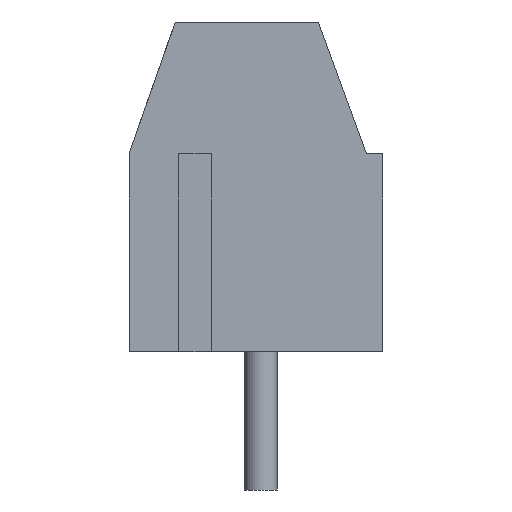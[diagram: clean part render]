
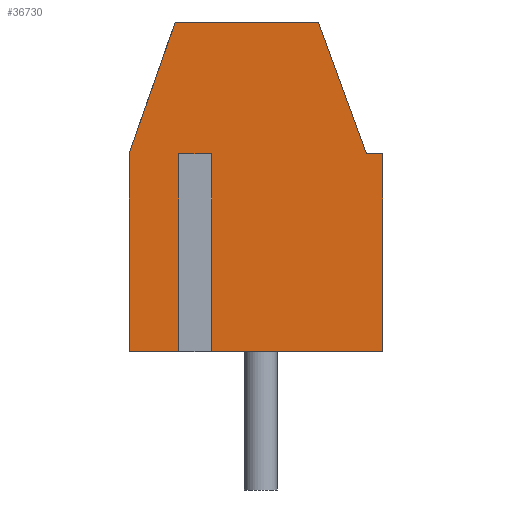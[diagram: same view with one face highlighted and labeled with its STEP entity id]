
A CAD part, left-side view. The second image highlights one B-rep face of the part: STEP entity #36730.
In plain terms, the highlighted planar face has unit normal (-1, 0, 0).
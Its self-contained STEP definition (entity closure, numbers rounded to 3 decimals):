
#90 = VERTEX_POINT ( 'NONE', #37273 ) ;
#178 = CARTESIAN_POINT ( 'NONE',  ( -7.5, -3.85, 0. ) ) ;
#792 = VERTEX_POINT ( 'NONE', #35208 ) ;
#1309 = VERTEX_POINT ( 'NONE', #19255 ) ;
#1311 = EDGE_CURVE ( 'NONE', #27739, #90, #43128, .T. ) ;
#1496 = EDGE_CURVE ( 'NONE', #41529, #10243, #22658, .T. ) ;
#1570 = ORIENTED_EDGE ( 'NONE', *, *, #15190, .F. ) ;
#1673 = DIRECTION ( 'NONE',  ( 0., -0.33, 0.944 ) ) ;
#3228 = ORIENTED_EDGE ( 'NONE', *, *, #20180, .F. ) ;
#3385 = ORIENTED_EDGE ( 'NONE', *, *, #1496, .F. ) ;
#3490 = ORIENTED_EDGE ( 'NONE', *, *, #35165, .F. ) ;
#3876 = DIRECTION ( 'NONE',  ( 0., -1., 0. ) ) ;
#4030 = FACE_OUTER_BOUND ( 'NONE', #25470, .T. ) ;
#4537 = VECTOR ( 'NONE', #20689, 1000. ) ;
#6183 = CARTESIAN_POINT ( 'NONE',  ( -7.5, 1.35, 6. ) ) ;
#6362 = CARTESIAN_POINT ( 'NONE',  ( -7.5, -3.85, 0. ) ) ;
#8695 = DIRECTION ( 'NONE',  ( 0., 0., -1. ) ) ;
#9257 = DIRECTION ( 'NONE',  ( 0., 0., 1. ) ) ;
#9431 = LINE ( 'NONE', #6362, #37619 ) ;
#9457 = VECTOR ( 'NONE', #1673, 1000. ) ;
#9886 = DIRECTION ( 'NONE',  ( 0., -1., 0. ) ) ;
#10054 = VECTOR ( 'NONE', #9257, 1000. ) ;
#10243 = VERTEX_POINT ( 'NONE', #178 ) ;
#11771 = CARTESIAN_POINT ( 'NONE',  ( -7.5, 3.85, 6. ) ) ;
#15190 = EDGE_CURVE ( 'NONE', #1309, #18747, #19208, .T. ) ;
#15210 = DIRECTION ( 'NONE',  ( 1., 0., 0. ) ) ;
#16107 = VECTOR ( 'NONE', #9886, 1000. ) ;
#16437 = VECTOR ( 'NONE', #32757, 1000. ) ;
#17277 = CARTESIAN_POINT ( 'NONE',  ( -7.5, -3.85, 6. ) ) ;
#17431 = PLANE ( 'NONE',  #29441 ) ;
#17559 = VERTEX_POINT ( 'NONE', #30308 ) ;
#17622 = VERTEX_POINT ( 'NONE', #29393 ) ;
#17809 = CARTESIAN_POINT ( 'NONE',  ( -7.5, -1.894, 10. ) ) ;
#17915 = LINE ( 'NONE', #31300, #21475 ) ;
#18525 = DIRECTION ( 'NONE',  ( 0., 0., -1. ) ) ;
#18747 = VERTEX_POINT ( 'NONE', #11771 ) ;
#19208 = LINE ( 'NONE', #36286, #10054 ) ;
#19253 = EDGE_CURVE ( 'NONE', #17559, #1309, #40684, .T. ) ;
#19255 = CARTESIAN_POINT ( 'NONE',  ( -7.5, 3.85, 0. ) ) ;
#20019 = ORIENTED_EDGE ( 'NONE', *, *, #31847, .F. ) ;
#20180 = EDGE_CURVE ( 'NONE', #90, #17559, #40249, .T. ) ;
#20680 = DIRECTION ( 'NONE',  ( 0., 0., 1. ) ) ;
#20689 = DIRECTION ( 'NONE',  ( 0., -0.342, -0.94 ) ) ;
#21475 = VECTOR ( 'NONE', #3876, 1000. ) ;
#22658 = LINE ( 'NONE', #42821, #16437 ) ;
#22837 = CARTESIAN_POINT ( 'NONE',  ( -7.5, 2.45, 10. ) ) ;
#23542 = EDGE_CURVE ( 'NONE', #27062, #792, #37345, .T. ) ;
#23772 = LINE ( 'NONE', #27024, #38554 ) ;
#24833 = ORIENTED_EDGE ( 'NONE', *, *, #24905, .F. ) ;
#24905 = EDGE_CURVE ( 'NONE', #18747, #39494, #37886, .T. ) ;
#25410 = ORIENTED_EDGE ( 'NONE', *, *, #36932, .F. ) ;
#25470 = EDGE_LOOP ( 'NONE', ( #35656, #3228, #34520, #25410, #20019, #3385, #3490, #30884, #30782, #24833, #1570 ) ) ;
#26429 = CARTESIAN_POINT ( 'NONE',  ( -7.5, 2.35, 0. ) ) ;
#27024 = CARTESIAN_POINT ( 'NONE',  ( -7.5, 1.35, 0. ) ) ;
#27062 = VERTEX_POINT ( 'NONE', #38229 ) ;
#27739 = VERTEX_POINT ( 'NONE', #6183 ) ;
#29393 = CARTESIAN_POINT ( 'NONE',  ( -7.5, 1.35, 0. ) ) ;
#29441 = AXIS2_PLACEMENT_3D ( 'NONE', #41985, #15210, #18525 ) ;
#30308 = CARTESIAN_POINT ( 'NONE',  ( -7.5, 2.35, 0. ) ) ;
#30782 = ORIENTED_EDGE ( 'NONE', *, *, #42142, .F. ) ;
#30884 = ORIENTED_EDGE ( 'NONE', *, *, #23542, .F. ) ;
#31300 = CARTESIAN_POINT ( 'NONE',  ( -7.5, 3.85, 10. ) ) ;
#31524 = VECTOR ( 'NONE', #34748, 1000. ) ;
#31732 = CARTESIAN_POINT ( 'NONE',  ( -7.5, 2.45, 10. ) ) ;
#31847 = EDGE_CURVE ( 'NONE', #10243, #17622, #9431, .T. ) ;
#32603 = CARTESIAN_POINT ( 'NONE',  ( -7.5, 2.35, 6. ) ) ;
#32757 = DIRECTION ( 'NONE',  ( 0., 0., -1. ) ) ;
#32943 = DIRECTION ( 'NONE',  ( 0., 1., 0. ) ) ;
#34520 = ORIENTED_EDGE ( 'NONE', *, *, #1311, .F. ) ;
#34748 = DIRECTION ( 'NONE',  ( 0., 1., 0. ) ) ;
#35165 = EDGE_CURVE ( 'NONE', #792, #41529, #39974, .T. ) ;
#35208 = CARTESIAN_POINT ( 'NONE',  ( -7.5, -3.35, 6. ) ) ;
#35656 = ORIENTED_EDGE ( 'NONE', *, *, #19253, .F. ) ;
#36286 = CARTESIAN_POINT ( 'NONE',  ( -7.5, 3.85, 0. ) ) ;
#36730 = ADVANCED_FACE ( 'NONE', ( #4030 ), #17431, .F. ) ;
#36932 = EDGE_CURVE ( 'NONE', #17622, #27739, #23772, .T. ) ;
#37273 = CARTESIAN_POINT ( 'NONE',  ( -7.5, 2.35, 6. ) ) ;
#37345 = LINE ( 'NONE', #17809, #4537 ) ;
#37619 = VECTOR ( 'NONE', #32943, 1000. ) ;
#37809 = CARTESIAN_POINT ( 'NONE',  ( -7.5, -3.85, 0. ) ) ;
#37886 = LINE ( 'NONE', #31732, #9457 ) ;
#38229 = CARTESIAN_POINT ( 'NONE',  ( -7.5, -1.894, 10. ) ) ;
#38554 = VECTOR ( 'NONE', #20680, 1000. ) ;
#39001 = VECTOR ( 'NONE', #8695, 1000. ) ;
#39494 = VERTEX_POINT ( 'NONE', #22837 ) ;
#39974 = LINE ( 'NONE', #40616, #16107 ) ;
#40249 = LINE ( 'NONE', #26429, #39001 ) ;
#40616 = CARTESIAN_POINT ( 'NONE',  ( -7.5, -3.35, 6. ) ) ;
#40684 = LINE ( 'NONE', #37809, #31524 ) ;
#41529 = VERTEX_POINT ( 'NONE', #17277 ) ;
#41985 = CARTESIAN_POINT ( 'NONE',  ( -7.5, 0., 0. ) ) ;
#42142 = EDGE_CURVE ( 'NONE', #39494, #27062, #17915, .T. ) ;
#42174 = VECTOR ( 'NONE', #42909, 1000. ) ;
#42821 = CARTESIAN_POINT ( 'NONE',  ( -7.5, -3.85, 6. ) ) ;
#42909 = DIRECTION ( 'NONE',  ( 0., 1., 0. ) ) ;
#43128 = LINE ( 'NONE', #32603, #42174 ) ;
